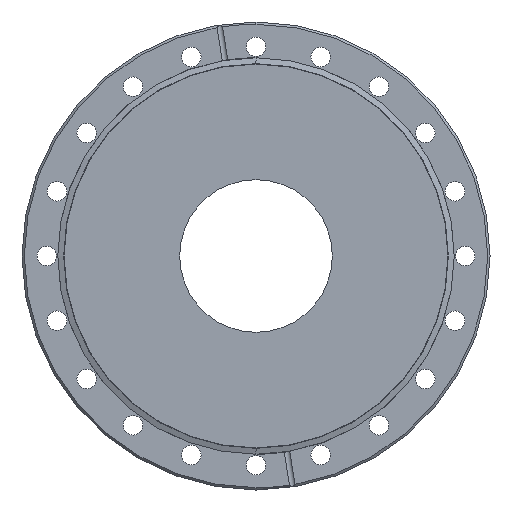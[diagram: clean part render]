
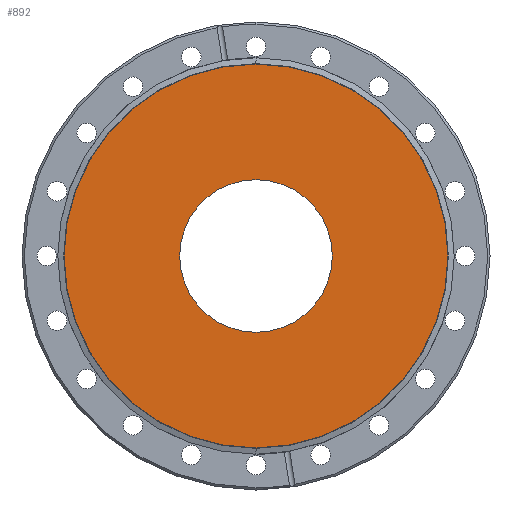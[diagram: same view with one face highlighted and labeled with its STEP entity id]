
A CAD part, left-side view. The second image highlights one B-rep face of the part: STEP entity #892.
In plain terms, the highlighted planar face has unit normal (-1, 0, 0).
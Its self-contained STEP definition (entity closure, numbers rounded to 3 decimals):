
#593 = EDGE_CURVE ( 'NONE', #1290, #619, #3660, .T. ) ;
#619 = VERTEX_POINT ( 'NONE', #2544 ) ;
#651 = ORIENTED_EDGE ( 'NONE', *, *, #847, .F. ) ;
#847 = EDGE_CURVE ( 'NONE', #4065, #1346, #4976, .T. ) ;
#892 = ADVANCED_FACE ( 'NONE', ( #6110, #6088 ), #4096, .T. ) ;
#952 = EDGE_CURVE ( 'NONE', #1346, #4065, #6018, .T. ) ;
#1082 = ORIENTED_EDGE ( 'NONE', *, *, #593, .T. ) ;
#1267 = AXIS2_PLACEMENT_3D ( 'NONE', #3172, #3162, #3140 ) ;
#1290 = VERTEX_POINT ( 'NONE', #5458 ) ;
#1302 = EDGE_CURVE ( 'NONE', #619, #1290, #2168, .T. ) ;
#1346 = VERTEX_POINT ( 'NONE', #1869 ) ;
#1812 = AXIS2_PLACEMENT_3D ( 'NONE', #3791, #3799, #3814 ) ;
#1869 = CARTESIAN_POINT ( 'NONE',  ( -8.3, 0., 33. ) ) ;
#1928 = CARTESIAN_POINT ( 'NONE',  ( -8.3, 0., 0. ) ) ;
#2157 = DIRECTION ( 'NONE',  ( 0., 0., 1. ) ) ;
#2168 = CIRCLE ( 'NONE', #5475, 82.998 ) ;
#2544 = CARTESIAN_POINT ( 'NONE',  ( -8.3, 0., 82.998 ) ) ;
#2693 = EDGE_LOOP ( 'NONE', ( #4228, #1082 ) ) ;
#3140 = DIRECTION ( 'NONE',  ( 0., 0., 1. ) ) ;
#3162 = DIRECTION ( 'NONE',  ( -1., 0., 0. ) ) ;
#3166 = AXIS2_PLACEMENT_3D ( 'NONE', #1928, #3693, #2157 ) ;
#3172 = CARTESIAN_POINT ( 'NONE',  ( -8.3, 0., 0. ) ) ;
#3196 = CARTESIAN_POINT ( 'NONE',  ( -8.3, 0., 0. ) ) ;
#3202 = DIRECTION ( 'NONE',  ( -1., 0., 0. ) ) ;
#3206 = DIRECTION ( 'NONE',  ( 0., 0., 1. ) ) ;
#3488 = EDGE_LOOP ( 'NONE', ( #6103, #651 ) ) ;
#3524 = AXIS2_PLACEMENT_3D ( 'NONE', #3196, #3202, #3206 ) ;
#3660 = CIRCLE ( 'NONE', #1267, 82.998 ) ;
#3693 = DIRECTION ( 'NONE',  ( -1., 0., 0. ) ) ;
#3791 = CARTESIAN_POINT ( 'NONE',  ( -8.3, 0., 0. ) ) ;
#3799 = DIRECTION ( 'NONE',  ( -1., 0., 0. ) ) ;
#3814 = DIRECTION ( 'NONE',  ( 0., 0., 1. ) ) ;
#4065 = VERTEX_POINT ( 'NONE', #4254 ) ;
#4096 = PLANE ( 'NONE',  #1812 ) ;
#4228 = ORIENTED_EDGE ( 'NONE', *, *, #1302, .T. ) ;
#4254 = CARTESIAN_POINT ( 'NONE',  ( -8.3, 0., -33. ) ) ;
#4555 = DIRECTION ( 'NONE',  ( 0., 0., 1. ) ) ;
#4750 = DIRECTION ( 'NONE',  ( -1., 0., 0. ) ) ;
#4776 = CARTESIAN_POINT ( 'NONE',  ( -8.3, 0., 0. ) ) ;
#4976 = CIRCLE ( 'NONE', #3166, 33. ) ;
#5458 = CARTESIAN_POINT ( 'NONE',  ( -8.3, 0., -82.998 ) ) ;
#5475 = AXIS2_PLACEMENT_3D ( 'NONE', #4776, #4750, #4555 ) ;
#6018 = CIRCLE ( 'NONE', #3524, 33. ) ;
#6088 = FACE_OUTER_BOUND ( 'NONE', #2693, .T. ) ;
#6103 = ORIENTED_EDGE ( 'NONE', *, *, #952, .F. ) ;
#6110 = FACE_BOUND ( 'NONE', #3488, .T. ) ;
